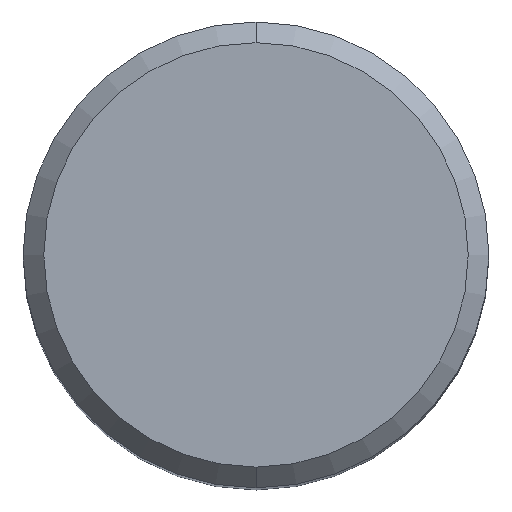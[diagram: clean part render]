
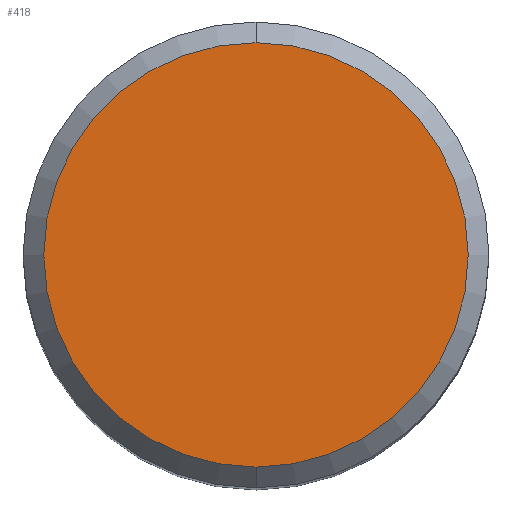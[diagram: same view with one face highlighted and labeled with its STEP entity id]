
A CAD part, top view. The second image highlights one B-rep face of the part: STEP entity #418.
In plain terms, the highlighted planar face has unit normal (0, 0, 1).
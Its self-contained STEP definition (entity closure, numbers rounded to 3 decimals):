
#418=ADVANCED_FACE('',(#1020),#1021,.T.);
#638=EDGE_CURVE('',#858,#800,#1261,.T.);
#800=VERTEX_POINT('',#1436);
#856=EDGE_CURVE('',#800,#858,#1498,.T.);
#858=VERTEX_POINT('',#1500);
#1020=FACE_OUTER_BOUND('',#3685,.T.);
#1021=PLANE('',#3686);
#1261=CIRCLE('',#5597,8.2);
#1436=CARTESIAN_POINT('',(0.,-8.2,0.0));
#1498=CIRCLE('',#7404,8.2);
#1500=CARTESIAN_POINT('',(0.0,8.2,0.0));
#3685=EDGE_LOOP('',(#7633,#7634));
#3686=AXIS2_PLACEMENT_3D('',#7635,#7636,#7637);
#5597=AXIS2_PLACEMENT_3D('',#7881,#7882,#7883);
#7404=AXIS2_PLACEMENT_3D('',#8124,#8125,#8126);
#7633=ORIENTED_EDGE('',*,*,#638,.F.);
#7634=ORIENTED_EDGE('',*,*,#856,.F.);
#7635=CARTESIAN_POINT('',(0.0,4.1,0.0));
#7636=DIRECTION('',(-0.0,0.0,1.0));
#7637=DIRECTION('',(0.0,-1.0,0.0));
#7881=CARTESIAN_POINT('',(0.0,0.0,0.0));
#7882=DIRECTION('',(0.0,0.0,-1.0));
#7883=DIRECTION('',(0.0,1.0,0.0));
#8124=CARTESIAN_POINT('',(0.0,0.0,0.0));
#8125=DIRECTION('',(0.0,0.0,-1.0));
#8126=DIRECTION('',(0.0,1.0,0.0));
